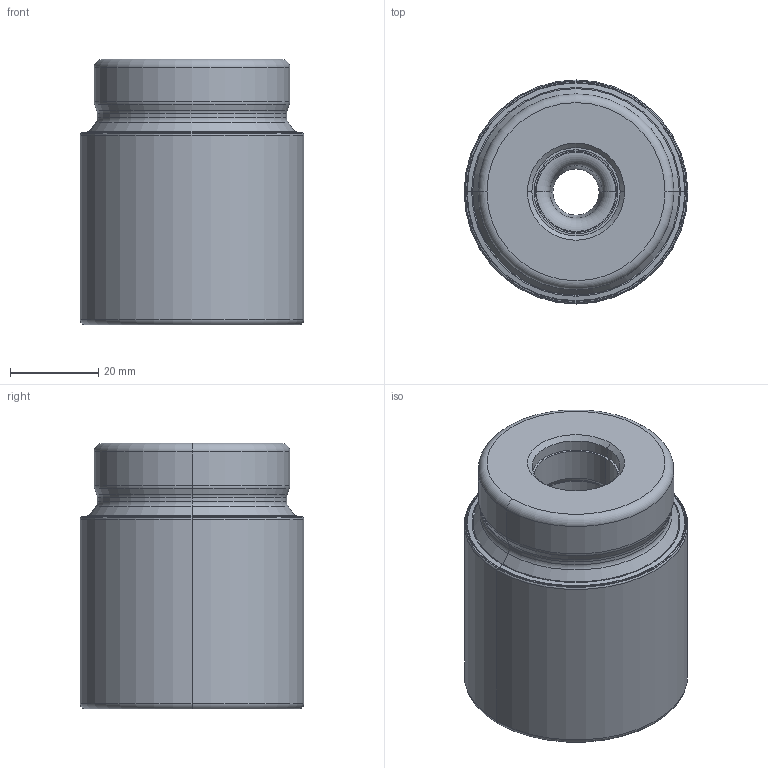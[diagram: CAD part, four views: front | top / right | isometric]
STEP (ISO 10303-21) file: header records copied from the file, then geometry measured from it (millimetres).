
FILE_DESCRIPTION(/* description */ (''),/* implementation_level */ '2;1');
FILE_NAME(/* name */ 'VPX200UR2_0005AA1630_IR0_047.stp',/* time_stamp */ '2023-03-24T14:30:47+09:00',/* author */ (''),/* organization */ (''),/* preprocessor_version */ 'ST-DEVELOPER v16',/* originating_system */ 'SIEMENS PLM Software NX 10.0',/* authorisation */ '');
FILE_SCHEMA (('AUTOMOTIVE_DESIGN { 1 0 10303 214 3 1 1 1 }'));
Length unit declared in the file: millimetre
Products named in the file (1): VPX200UR2_0005AA1630_IR0_047_ASM
Bounding box: 50.8 x 50.8 x 60.33 mm (x, y, z)
Volume: 118478.2 mm3; surface area: 28236.8 mm2
Topology: 2 solids, 2 shells, 110 faces, 299 edges, 219 vertices
Faces by surface type: torus 36, cylinder 22, cone 18, revolution 16, bspline 12, plane 6
Entity records: 4320 total; most frequent: CARTESIAN_POINT 1352, DIRECTION 671, ORIENTED_EDGE 552, AXIS2_PLACEMENT_3D 306, EDGE_CURVE 276, CIRCLE 216, VERTEX_POINT 172, EDGE_LOOP 116
